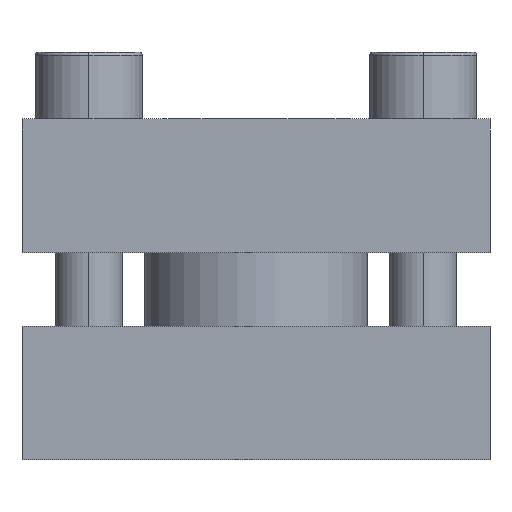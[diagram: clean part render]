
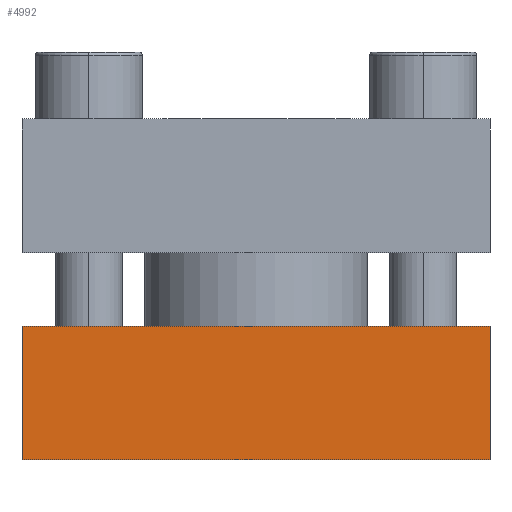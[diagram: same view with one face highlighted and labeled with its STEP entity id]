
A CAD part, front view. The second image highlights one B-rep face of the part: STEP entity #4992.
In plain terms, the highlighted face is planar.
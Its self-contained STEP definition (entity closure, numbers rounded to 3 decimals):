
#6 = DIRECTION ( 'NONE',  ( 0., 0., 1. ) ) ;
#69 = VECTOR ( 'NONE', #3537, 1000. ) ;
#135 = EDGE_CURVE ( 'NONE', #1067, #3864, #1491, .T. ) ;
#163 = CARTESIAN_POINT ( 'NONE',  ( 85., 20., 35. ) ) ;
#340 = EDGE_CURVE ( 'NONE', #3258, #1067, #600, .T. ) ;
#426 = VECTOR ( 'NONE', #1194, 1000. ) ;
#600 = LINE ( 'NONE', #163, #2280 ) ;
#677 = EDGE_LOOP ( 'NONE', ( #1880, #3011, #1005, #1659 ) ) ;
#961 = CARTESIAN_POINT ( 'NONE',  ( 85., 0., 35. ) ) ;
#962 = CARTESIAN_POINT ( 'NONE',  ( 85., 0., -35. ) ) ;
#1005 = ORIENTED_EDGE ( 'NONE', *, *, #340, .F. ) ;
#1067 = VERTEX_POINT ( 'NONE', #2062 ) ;
#1082 = CARTESIAN_POINT ( 'NONE',  ( 85., 20., 35. ) ) ;
#1110 = EDGE_CURVE ( 'NONE', #1191, #3864, #5203, .T. ) ;
#1191 = VERTEX_POINT ( 'NONE', #961 ) ;
#1194 = DIRECTION ( 'NONE',  ( 0., 0., -1. ) ) ;
#1323 = DIRECTION ( 'NONE',  ( -1., 0., 0. ) ) ;
#1389 = CARTESIAN_POINT ( 'NONE',  ( 85., 20., 35. ) ) ;
#1446 = LINE ( 'NONE', #1389, #4385 ) ;
#1491 = LINE ( 'NONE', #3115, #69 ) ;
#1659 = ORIENTED_EDGE ( 'NONE', *, *, #2115, .T. ) ;
#1880 = ORIENTED_EDGE ( 'NONE', *, *, #1110, .T. ) ;
#2062 = CARTESIAN_POINT ( 'NONE',  ( 85., 20., -35. ) ) ;
#2115 = EDGE_CURVE ( 'NONE', #3258, #1191, #1446, .T. ) ;
#2280 = VECTOR ( 'NONE', #4664, 1000. ) ;
#2897 = PLANE ( 'NONE',  #4028 ) ;
#3011 = ORIENTED_EDGE ( 'NONE', *, *, #135, .F. ) ;
#3115 = CARTESIAN_POINT ( 'NONE',  ( 85., 20., -35. ) ) ;
#3258 = VERTEX_POINT ( 'NONE', #1082 ) ;
#3537 = DIRECTION ( 'NONE',  ( 0., -1., 0. ) ) ;
#3704 = CARTESIAN_POINT ( 'NONE',  ( 85., 20., 35. ) ) ;
#3822 = DIRECTION ( 'NONE',  ( 0., -1., 0. ) ) ;
#3864 = VERTEX_POINT ( 'NONE', #962 ) ;
#4028 = AXIS2_PLACEMENT_3D ( 'NONE', #3704, #1323, #6 ) ;
#4093 = FACE_OUTER_BOUND ( 'NONE', #677, .T. ) ;
#4385 = VECTOR ( 'NONE', #3822, 1000. ) ;
#4664 = DIRECTION ( 'NONE',  ( 0., 0., -1. ) ) ;
#4810 = CARTESIAN_POINT ( 'NONE',  ( 85., 0., 35. ) ) ;
#4992 = ADVANCED_FACE ( 'NONE', ( #4093 ), #2897, .F. ) ;
#5203 = LINE ( 'NONE', #4810, #426 ) ;
